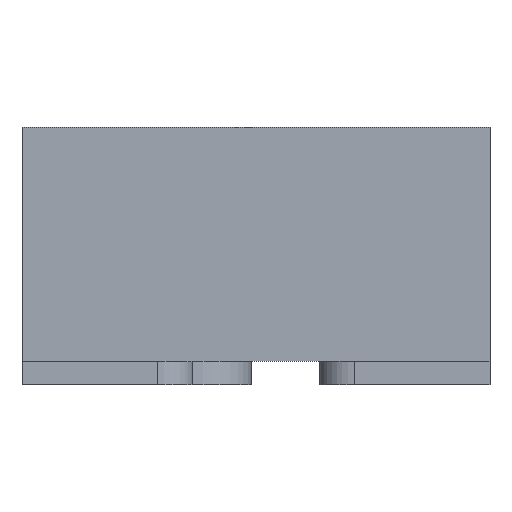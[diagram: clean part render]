
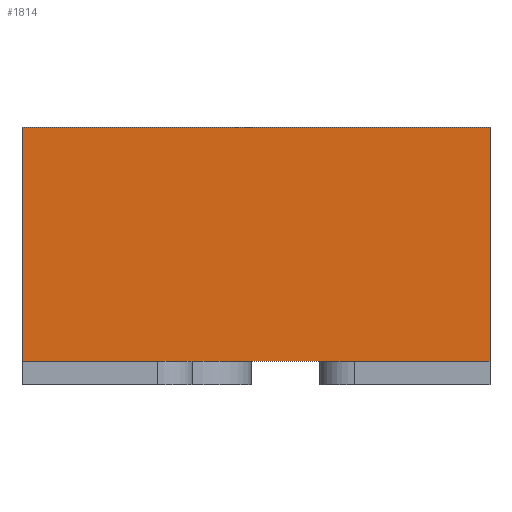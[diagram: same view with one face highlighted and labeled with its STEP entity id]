
A CAD part, front view. The second image highlights one B-rep face of the part: STEP entity #1814.
In plain terms, the highlighted face is planar.
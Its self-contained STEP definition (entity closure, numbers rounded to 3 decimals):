
#241=DIRECTION('',(1.,0.,0.));
#242=VECTOR('',#241,1.);
#243=CARTESIAN_POINT('',(-0.5,0.,1.25));
#244=LINE('',#243,#242);
#585=DIRECTION('',(0.,1.,0.));
#586=VECTOR('',#585,0.5);
#587=CARTESIAN_POINT('',(0.5,0.,1.25));
#588=LINE('',#587,#586);
#697=DIRECTION('',(0.,1.,0.));
#698=VECTOR('',#697,0.5);
#699=CARTESIAN_POINT('',(-0.5,0.,1.25));
#700=LINE('',#699,#698);
#725=DIRECTION('',(1.,0.,0.));
#726=VECTOR('',#725,1.);
#727=CARTESIAN_POINT('',(-0.5,0.5,1.25));
#728=LINE('',#727,#726);
#1321=CARTESIAN_POINT('',(-0.5,0.,1.25));
#1322=CARTESIAN_POINT('',(0.5,0.,1.25));
#1323=VERTEX_POINT('',#1321);
#1324=VERTEX_POINT('',#1322);
#1330=CARTESIAN_POINT('',(-0.5,0.5,1.25));
#1332=VERTEX_POINT('',#1330);
#1333=CARTESIAN_POINT('',(0.5,0.5,1.25));
#1334=VERTEX_POINT('',#1333);
#1802=CARTESIAN_POINT('',(-0.5,0.,1.25));
#1803=DIRECTION('',(0.,0.,1.));
#1804=DIRECTION('',(1.,0.,0.));
#1805=AXIS2_PLACEMENT_3D('',#1802,#1803,#1804);
#1806=PLANE('',#1805);
#1807=ORIENTED_EDGE('',*,*,#1624,.F.);
#1808=ORIENTED_EDGE('',*,*,#1699,.T.);
#1810=ORIENTED_EDGE('',*,*,#1809,.T.);
#1811=ORIENTED_EDGE('',*,*,#1759,.F.);
#1812=EDGE_LOOP('',(#1807,#1808,#1810,#1811));
#1813=FACE_OUTER_BOUND('',#1812,.F.);
#1624=EDGE_CURVE('',#1323,#1324,#244,.T.);
#1699=EDGE_CURVE('',#1323,#1332,#700,.T.);
#1759=EDGE_CURVE('',#1324,#1334,#588,.T.);
#1809=EDGE_CURVE('',#1332,#1334,#728,.T.);
#1814=ADVANCED_FACE('',(#1813),#1806,.T.);
